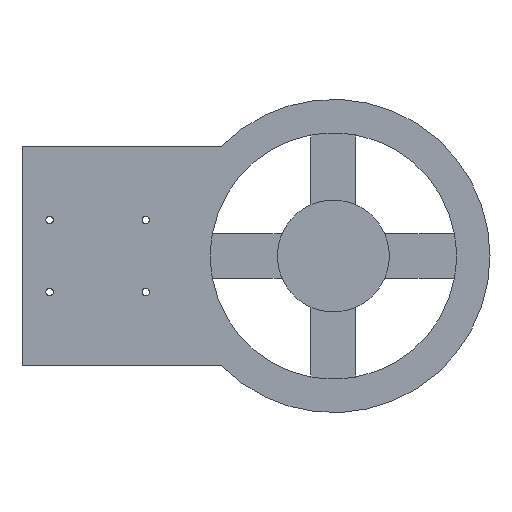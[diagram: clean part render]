
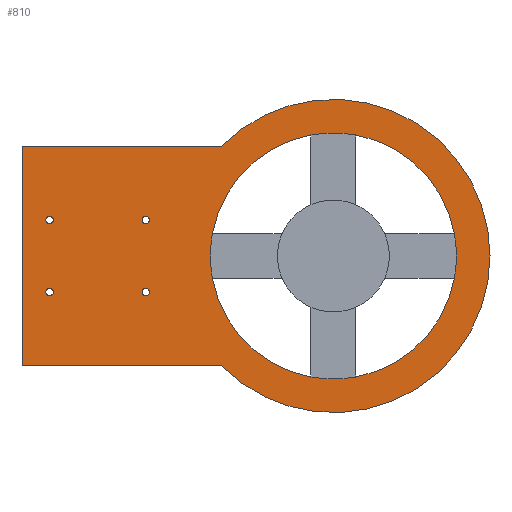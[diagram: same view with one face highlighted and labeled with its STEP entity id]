
A CAD part, front view. The second image highlights one B-rep face of the part: STEP entity #810.
In plain terms, the highlighted planar face has unit normal (0, -1, 0).
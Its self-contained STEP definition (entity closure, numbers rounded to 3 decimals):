
#1=DIRECTION('',(1.,0.,0.));
#2=VECTOR('',#1,89.226);
#3=CARTESIAN_POINT('',(-139.15,0.,-49.067));
#4=LINE('',#3,#2);
#5=DIRECTION('',(0.,0.,-1.));
#6=VECTOR('',#5,98.13);
#7=CARTESIAN_POINT('',(-139.15,0.,49.063));
#8=LINE('',#7,#6);
#9=DIRECTION('',(-1.,0.,0.));
#10=VECTOR('',#9,89.223);
#11=CARTESIAN_POINT('',(-49.928,0.,49.063));
#12=LINE('',#11,#10);
#13=CARTESIAN_POINT('',(-126.85,0.,-16.152));
#14=DIRECTION('',(0.,1.,0.));
#15=DIRECTION('',(1.,0.,0.));
#16=AXIS2_PLACEMENT_3D('',#13,#14,#15);
#18=CARTESIAN_POINT('',(-126.85,0.,-16.152));
#19=DIRECTION('',(0.,1.,0.));
#20=DIRECTION('',(-1.,0.,0.));
#21=AXIS2_PLACEMENT_3D('',#18,#19,#20);
#23=CARTESIAN_POINT('',(-126.85,0.,16.148));
#24=DIRECTION('',(0.,1.,0.));
#25=DIRECTION('',(1.,0.,0.));
#26=AXIS2_PLACEMENT_3D('',#23,#24,#25);
#28=CARTESIAN_POINT('',(-126.85,0.,16.148));
#29=DIRECTION('',(0.,1.,0.));
#30=DIRECTION('',(-1.,0.,0.));
#31=AXIS2_PLACEMENT_3D('',#28,#29,#30);
#33=CARTESIAN_POINT('',(-83.845,0.,-16.152));
#34=DIRECTION('',(0.,1.,0.));
#35=DIRECTION('',(1.,0.,0.));
#36=AXIS2_PLACEMENT_3D('',#33,#34,#35);
#38=CARTESIAN_POINT('',(-83.845,0.,-16.152));
#39=DIRECTION('',(0.,1.,0.));
#40=DIRECTION('',(-1.,0.,0.));
#41=AXIS2_PLACEMENT_3D('',#38,#39,#40);
#43=CARTESIAN_POINT('',(-83.84,0.,16.148));
#44=DIRECTION('',(0.,1.,0.));
#45=DIRECTION('',(1.,0.,0.));
#46=AXIS2_PLACEMENT_3D('',#43,#44,#45);
#48=CARTESIAN_POINT('',(-83.84,0.,16.148));
#49=DIRECTION('',(0.,1.,0.));
#50=DIRECTION('',(-1.,0.,0.));
#51=AXIS2_PLACEMENT_3D('',#48,#49,#50);
#93=CARTESIAN_POINT('',(0.,0.,0.));
#94=DIRECTION('',(0.,1.,0.));
#95=DIRECTION('',(0.182,0.,0.983));
#96=AXIS2_PLACEMENT_3D('',#93,#94,#95);
#98=CARTESIAN_POINT('',(0.,0.,0.));
#99=DIRECTION('',(0.,1.,0.));
#100=DIRECTION('',(-0.182,0.,0.983));
#101=AXIS2_PLACEMENT_3D('',#98,#99,#100);
#103=CARTESIAN_POINT('',(0.,0.,0.));
#104=DIRECTION('',(0.,1.,0.));
#105=DIRECTION('',(-0.983,0.,0.182));
#106=AXIS2_PLACEMENT_3D('',#103,#104,#105);
#108=CARTESIAN_POINT('',(0.,0.,0.));
#109=DIRECTION('',(0.,-1.,0.));
#110=DIRECTION('',(-0.983,0.,0.182));
#111=AXIS2_PLACEMENT_3D('',#108,#109,#110);
#113=CARTESIAN_POINT('',(0.,0.,0.));
#114=DIRECTION('',(0.,1.,0.));
#115=DIRECTION('',(-0.182,0.,-0.983));
#116=AXIS2_PLACEMENT_3D('',#113,#114,#115);
#118=CARTESIAN_POINT('',(0.,0.,0.));
#119=DIRECTION('',(0.,1.,0.));
#120=DIRECTION('',(0.182,0.,-0.983));
#121=AXIS2_PLACEMENT_3D('',#118,#119,#120);
#123=CARTESIAN_POINT('',(0.,0.,0.));
#124=DIRECTION('',(0.,1.,0.));
#125=DIRECTION('',(0.983,0.,-0.182));
#126=AXIS2_PLACEMENT_3D('',#123,#124,#125);
#128=CARTESIAN_POINT('',(0.,0.,0.));
#129=DIRECTION('',(0.,-1.,0.));
#130=DIRECTION('',(0.983,0.,-0.182));
#131=AXIS2_PLACEMENT_3D('',#128,#129,#130);
#133=CARTESIAN_POINT('',(0.,0.,0.));
#134=DIRECTION('',(0.,-1.,0.));
#135=DIRECTION('',(-0.713,0.,-0.701));
#136=AXIS2_PLACEMENT_3D('',#133,#134,#135);
#605=CARTESIAN_POINT('',(-139.15,0.,49.063));
#606=CARTESIAN_POINT('',(-139.15,0.,-49.067));
#607=VERTEX_POINT('',#605);
#608=VERTEX_POINT('',#606);
#621=CARTESIAN_POINT('',(-49.925,0.,-49.067));
#622=VERTEX_POINT('',#621);
#623=CARTESIAN_POINT('',(-49.928,0.,49.063));
#624=VERTEX_POINT('',#623);
#625=CARTESIAN_POINT('',(-125.185,0.,-16.152));
#626=CARTESIAN_POINT('',(-128.515,0.,-16.152));
#627=VERTEX_POINT('',#625);
#628=VERTEX_POINT('',#626);
#629=CARTESIAN_POINT('',(-125.185,0.,16.148));
#630=CARTESIAN_POINT('',(-128.515,0.,16.148));
#631=VERTEX_POINT('',#629);
#632=VERTEX_POINT('',#630);
#641=CARTESIAN_POINT('',(-82.18,0.,-16.152));
#642=CARTESIAN_POINT('',(-85.51,0.,-16.152));
#643=VERTEX_POINT('',#641);
#644=VERTEX_POINT('',#642);
#645=CARTESIAN_POINT('',(-82.175,0.,16.148));
#646=CARTESIAN_POINT('',(-85.505,0.,16.148));
#647=VERTEX_POINT('',#645);
#648=VERTEX_POINT('',#646);
#693=CARTESIAN_POINT('',(54.083,0.,-10.));
#694=CARTESIAN_POINT('',(54.083,0.,10.));
#695=VERTEX_POINT('',#693);
#696=VERTEX_POINT('',#694);
#697=CARTESIAN_POINT('',(-54.083,0.,10.));
#698=CARTESIAN_POINT('',(-54.083,0.,-10.));
#699=VERTEX_POINT('',#697);
#700=VERTEX_POINT('',#698);
#709=CARTESIAN_POINT('',(10.,0.,-54.083));
#710=CARTESIAN_POINT('',(-10.,0.,-54.083));
#711=VERTEX_POINT('',#709);
#712=VERTEX_POINT('',#710);
#713=CARTESIAN_POINT('',(-10.,0.,54.083));
#714=CARTESIAN_POINT('',(10.,0.,54.083));
#715=VERTEX_POINT('',#713);
#716=VERTEX_POINT('',#714);
#753=CARTESIAN_POINT('',(0.,0.,0.));
#754=DIRECTION('',(0.,1.,0.));
#755=DIRECTION('',(1.,0.,0.));
#756=AXIS2_PLACEMENT_3D('',#753,#754,#755);
#757=PLANE('',#756);
#759=ORIENTED_EDGE('',*,*,#758,.F.);
#761=ORIENTED_EDGE('',*,*,#760,.F.);
#763=ORIENTED_EDGE('',*,*,#762,.F.);
#765=ORIENTED_EDGE('',*,*,#764,.F.);
#766=EDGE_LOOP('',(#759,#761,#763,#765));
#767=FACE_OUTER_BOUND('',#766,.F.);
#769=ORIENTED_EDGE('',*,*,#768,.F.);
#771=ORIENTED_EDGE('',*,*,#770,.F.);
#772=EDGE_LOOP('',(#769,#771));
#773=FACE_BOUND('',#772,.F.);
#775=ORIENTED_EDGE('',*,*,#774,.F.);
#777=ORIENTED_EDGE('',*,*,#776,.F.);
#778=EDGE_LOOP('',(#775,#777));
#779=FACE_BOUND('',#778,.F.);
#781=ORIENTED_EDGE('',*,*,#780,.F.);
#783=ORIENTED_EDGE('',*,*,#782,.F.);
#784=EDGE_LOOP('',(#781,#783));
#785=FACE_BOUND('',#784,.F.);
#787=ORIENTED_EDGE('',*,*,#786,.F.);
#789=ORIENTED_EDGE('',*,*,#788,.F.);
#790=EDGE_LOOP('',(#787,#789));
#791=FACE_BOUND('',#790,.F.);
#793=ORIENTED_EDGE('',*,*,#792,.F.);
#795=ORIENTED_EDGE('',*,*,#794,.F.);
#797=ORIENTED_EDGE('',*,*,#796,.F.);
#799=ORIENTED_EDGE('',*,*,#798,.T.);
#801=ORIENTED_EDGE('',*,*,#800,.F.);
#803=ORIENTED_EDGE('',*,*,#802,.F.);
#805=ORIENTED_EDGE('',*,*,#804,.F.);
#807=ORIENTED_EDGE('',*,*,#806,.T.);
#808=EDGE_LOOP('',(#793,#795,#797,#799,#801,#803,#805,#807));
#809=FACE_BOUND('',#808,.F.);
#810=ADVANCED_FACE('',(#767,#773,#779,#785,#791,#809),#757,.F.);
#17=CIRCLE('',#16,1.665);
#22=CIRCLE('',#21,1.665);
#27=CIRCLE('',#26,1.665);
#32=CIRCLE('',#31,1.665);
#37=CIRCLE('',#36,1.665);
#42=CIRCLE('',#41,1.665);
#47=CIRCLE('',#46,1.665);
#52=CIRCLE('',#51,1.665);
#97=CIRCLE('',#96,55.);
#102=CIRCLE('',#101,55.);
#107=CIRCLE('',#106,55.);
#112=CIRCLE('',#111,55.);
#117=CIRCLE('',#116,55.);
#122=CIRCLE('',#121,55.);
#127=CIRCLE('',#126,55.);
#132=CIRCLE('',#131,55.);
#137=CIRCLE('',#136,70.);
#758=EDGE_CURVE('',#622,#624,#137,.T.);
#760=EDGE_CURVE('',#608,#622,#4,.T.);
#762=EDGE_CURVE('',#607,#608,#8,.T.);
#764=EDGE_CURVE('',#624,#607,#12,.T.);
#768=EDGE_CURVE('',#627,#628,#17,.T.);
#770=EDGE_CURVE('',#628,#627,#22,.T.);
#774=EDGE_CURVE('',#631,#632,#27,.T.);
#776=EDGE_CURVE('',#632,#631,#32,.T.);
#780=EDGE_CURVE('',#643,#644,#37,.T.);
#782=EDGE_CURVE('',#644,#643,#42,.T.);
#786=EDGE_CURVE('',#647,#648,#47,.T.);
#788=EDGE_CURVE('',#648,#647,#52,.T.);
#792=EDGE_CURVE('',#716,#696,#97,.T.);
#794=EDGE_CURVE('',#715,#716,#102,.T.);
#796=EDGE_CURVE('',#699,#715,#107,.T.);
#798=EDGE_CURVE('',#699,#700,#112,.T.);
#800=EDGE_CURVE('',#712,#700,#117,.T.);
#802=EDGE_CURVE('',#711,#712,#122,.T.);
#804=EDGE_CURVE('',#695,#711,#127,.T.);
#806=EDGE_CURVE('',#695,#696,#132,.T.);
